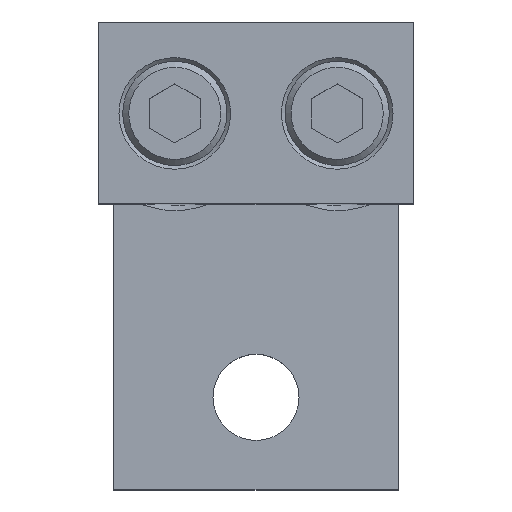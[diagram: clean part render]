
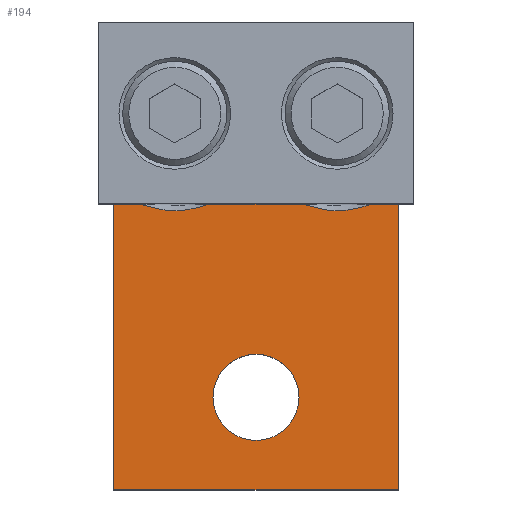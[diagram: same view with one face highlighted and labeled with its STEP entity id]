
A CAD part, top view. The second image highlights one B-rep face of the part: STEP entity #194.
In plain terms, the highlighted planar face has unit normal (0, 0, 1).
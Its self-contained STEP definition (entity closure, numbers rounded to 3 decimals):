
#111=B_SPLINE_CURVE_WITH_KNOTS('',3,(#1138,#1139,#1140,#1141,#1142,#1143),
 .UNSPECIFIED.,.F.,.F.,(4,2,4),(0.,0.5,1.),.UNSPECIFIED.);
#112=B_SPLINE_CURVE_WITH_KNOTS('',3,(#1151,#1152,#1153,#1154,#1155,#1156),
 .UNSPECIFIED.,.F.,.F.,(4,2,4),(0.,0.5,1.),.UNSPECIFIED.);
#124=FACE_BOUND('',#292,.T.);
#125=FACE_BOUND('',#293,.T.);
#168=CIRCLE('',#837,6.731);
#194=ADVANCED_FACE('',(#124,#125),#238,.T.);
#238=PLANE('',#840);
#292=EDGE_LOOP('',(#371,#372,#373,#374,#375,#376,#377,#378,#379,#380,#381,
#382));
#293=EDGE_LOOP('',(#383));
#371=ORIENTED_EDGE('',*,*,#621,.F.);
#372=ORIENTED_EDGE('',*,*,#622,.F.);
#373=ORIENTED_EDGE('',*,*,#614,.F.);
#374=ORIENTED_EDGE('',*,*,#611,.F.);
#375=ORIENTED_EDGE('',*,*,#618,.F.);
#376=ORIENTED_EDGE('',*,*,#623,.F.);
#377=ORIENTED_EDGE('',*,*,#624,.F.);
#378=ORIENTED_EDGE('',*,*,#625,.F.);
#379=ORIENTED_EDGE('',*,*,#626,.F.);
#380=ORIENTED_EDGE('',*,*,#627,.F.);
#381=ORIENTED_EDGE('',*,*,#628,.F.);
#382=ORIENTED_EDGE('',*,*,#629,.F.);
#383=ORIENTED_EDGE('',*,*,#619,.F.);
#543=VERTEX_POINT('',#1108);
#544=VERTEX_POINT('',#1110);
#546=VERTEX_POINT('',#1116);
#548=VERTEX_POINT('',#1122);
#549=VERTEX_POINT('',#1126);
#551=VERTEX_POINT('',#1131);
#552=VERTEX_POINT('',#1132);
#553=VERTEX_POINT('',#1135);
#554=VERTEX_POINT('',#1137);
#555=VERTEX_POINT('',#1144);
#556=VERTEX_POINT('',#1146);
#557=VERTEX_POINT('',#1148);
#558=VERTEX_POINT('',#1150);
#611=EDGE_CURVE('',#543,#544,#703,.T.);
#614=EDGE_CURVE('',#544,#546,#706,.T.);
#618=EDGE_CURVE('',#548,#543,#710,.T.);
#619=EDGE_CURVE('',#549,#549,#168,.T.);
#621=EDGE_CURVE('',#551,#552,#711,.T.);
#622=EDGE_CURVE('',#546,#551,#712,.T.);
#623=EDGE_CURVE('',#553,#548,#713,.T.);
#624=EDGE_CURVE('',#554,#553,#714,.T.);
#625=EDGE_CURVE('',#555,#554,#111,.T.);
#626=EDGE_CURVE('',#556,#555,#715,.T.);
#627=EDGE_CURVE('',#557,#556,#716,.T.);
#628=EDGE_CURVE('',#558,#557,#717,.T.);
#629=EDGE_CURVE('',#552,#558,#112,.T.);
#703=LINE('',#1109,#769);
#706=LINE('',#1115,#772);
#710=LINE('',#1123,#776);
#711=LINE('',#1130,#777);
#712=LINE('',#1133,#778);
#713=LINE('',#1134,#779);
#714=LINE('',#1136,#780);
#715=LINE('',#1145,#781);
#716=LINE('',#1147,#782);
#717=LINE('',#1149,#783);
#769=VECTOR('',#905,1.);
#772=VECTOR('',#910,1.);
#776=VECTOR('',#916,1.);
#777=VECTOR('',#925,1.);
#778=VECTOR('',#926,1.);
#779=VECTOR('',#927,1.);
#780=VECTOR('',#928,1.);
#781=VECTOR('',#929,1.);
#782=VECTOR('',#930,1.);
#783=VECTOR('',#931,1.);
#837=AXIS2_PLACEMENT_3D('',#1125,#919,#920);
#840=AXIS2_PLACEMENT_3D('',#1157,#932,#933);
#905=DIRECTION('',(-1.,0.,0.));
#910=DIRECTION('',(0.,1.,0.));
#916=DIRECTION('',(0.,-1.,0.));
#919=DIRECTION('',(0.,0.,1.));
#920=DIRECTION('',(1.,0.,0.));
#925=DIRECTION('',(0.,-1.,0.));
#926=DIRECTION('',(1.,0.,0.));
#927=DIRECTION('',(1.,0.,0.));
#928=DIRECTION('',(0.,1.,0.));
#929=DIRECTION('',(0.,-1.,0.));
#930=DIRECTION('',(1.,0.,0.));
#931=DIRECTION('',(0.,1.,0.));
#932=DIRECTION('',(0.,0.,1.));
#933=DIRECTION('',(1.,0.,0.));
#1108=CARTESIAN_POINT('',(22.225,-14.478,6.35));
#1109=CARTESIAN_POINT('',(22.225,-14.478,6.35));
#1110=CARTESIAN_POINT('',(-22.225,-14.478,6.35));
#1115=CARTESIAN_POINT('',(-22.225,-14.478,6.35));
#1116=CARTESIAN_POINT('',(-22.225,30.226,6.35));
#1122=CARTESIAN_POINT('',(22.225,30.226,6.35));
#1123=CARTESIAN_POINT('',(22.225,30.226,6.35));
#1125=CARTESIAN_POINT('',(0.,0.,6.35));
#1126=CARTESIAN_POINT('',(6.731,0.,6.35));
#1130=CARTESIAN_POINT('',(-17.708,58.674,6.35));
#1131=CARTESIAN_POINT('',(-17.708,30.226,6.35));
#1132=CARTESIAN_POINT('',(-17.708,30.094,6.35));
#1133=CARTESIAN_POINT('',(-22.225,30.226,6.35));
#1134=CARTESIAN_POINT('',(-22.225,30.226,6.35));
#1135=CARTESIAN_POINT('',(17.708,30.226,6.35));
#1136=CARTESIAN_POINT('',(17.708,58.674,6.35));
#1137=CARTESIAN_POINT('',(17.708,30.094,6.35));
#1138=CARTESIAN_POINT('',(7.692,30.094,6.35));
#1139=CARTESIAN_POINT('',(9.319,29.557,6.35));
#1140=CARTESIAN_POINT('',(10.993,29.192,6.35));
#1141=CARTESIAN_POINT('',(14.43,29.195,6.35));
#1142=CARTESIAN_POINT('',(16.085,29.558,6.35));
#1143=CARTESIAN_POINT('',(17.708,30.094,6.35));
#1144=CARTESIAN_POINT('',(7.692,30.094,6.35));
#1145=CARTESIAN_POINT('',(7.692,58.674,6.35));
#1146=CARTESIAN_POINT('',(7.692,30.226,6.35));
#1147=CARTESIAN_POINT('',(-22.225,30.226,6.35));
#1148=CARTESIAN_POINT('',(-7.692,30.226,6.35));
#1149=CARTESIAN_POINT('',(-7.692,58.674,6.35));
#1150=CARTESIAN_POINT('',(-7.692,30.094,6.35));
#1151=CARTESIAN_POINT('',(-17.708,30.094,6.35));
#1152=CARTESIAN_POINT('',(-16.081,29.557,6.35));
#1153=CARTESIAN_POINT('',(-14.407,29.192,6.35));
#1154=CARTESIAN_POINT('',(-10.97,29.195,6.35));
#1155=CARTESIAN_POINT('',(-9.315,29.558,6.35));
#1156=CARTESIAN_POINT('',(-7.692,30.094,6.35));
#1157=CARTESIAN_POINT('',(0.,0.,6.35));
